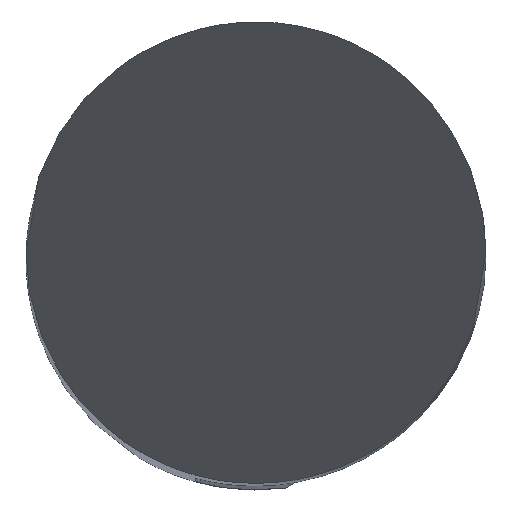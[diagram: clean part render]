
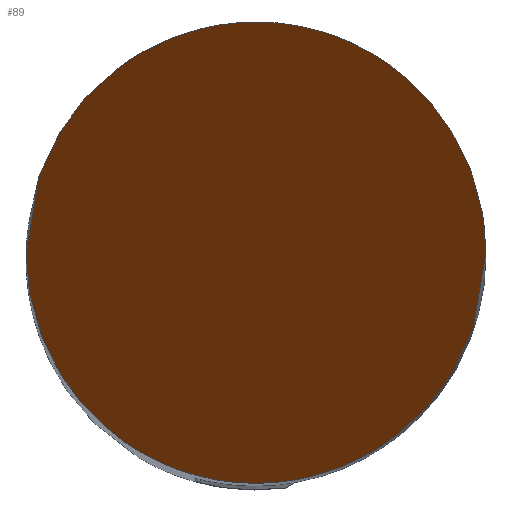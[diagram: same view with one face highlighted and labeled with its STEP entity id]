
A CAD part, top view. The second image highlights one B-rep face of the part: STEP entity #89.
In plain terms, the highlighted planar face has unit normal (0, -0.866, 0.5).
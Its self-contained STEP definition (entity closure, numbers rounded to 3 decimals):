
#89=ADVANCED_FACE('',(#130),#111,.T.);
#111=PLANE('',#572);
#130=FACE_OUTER_BOUND('',#159,.T.);
#159=EDGE_LOOP('',(#267,#268));
#267=ORIENTED_EDGE('',*,*,#411,.F.);
#268=ORIENTED_EDGE('',*,*,#431,.F.);
#360=VERTEX_POINT('',#880);
#361=VERTEX_POINT('',#881);
#411=EDGE_CURVE('',#360,#361,#510,.T.);
#431=EDGE_CURVE('',#361,#360,#513,.T.);
#510=(
BOUNDED_CURVE()
B_SPLINE_CURVE(3,(#876,#877,#878,#879),.UNSPECIFIED.,.F.,.F.)
B_SPLINE_CURVE_WITH_KNOTS((4,4),(0.,1.),.UNSPECIFIED.)
CURVE()
GEOMETRIC_REPRESENTATION_ITEM()
RATIONAL_B_SPLINE_CURVE((1.,0.333,0.333,1.))
REPRESENTATION_ITEM('')
);
#513=(
BOUNDED_CURVE()
B_SPLINE_CURVE(3,(#963,#964,#965,#966),.UNSPECIFIED.,.F.,.F.)
B_SPLINE_CURVE_WITH_KNOTS((4,4),(0.,1.),.UNSPECIFIED.)
CURVE()
GEOMETRIC_REPRESENTATION_ITEM()
RATIONAL_B_SPLINE_CURVE((1.,0.333,0.333,1.))
REPRESENTATION_ITEM('')
);
#572=AXIS2_PLACEMENT_3D('',#1011,#654,#655);
#654=DIRECTION('',(0.,-0.866,0.5));
#655=DIRECTION('',(0.,0.5,0.866));
#876=CARTESIAN_POINT('',(2.,0.,0.));
#877=CARTESIAN_POINT('',(2.,-4.,-6.928));
#878=CARTESIAN_POINT('',(-2.,-4.,-6.928));
#879=CARTESIAN_POINT('',(-2.,0.,0.));
#880=CARTESIAN_POINT('',(2.,0.,0.));
#881=CARTESIAN_POINT('',(-2.,0.,0.));
#963=CARTESIAN_POINT('',(-2.,0.,0.));
#964=CARTESIAN_POINT('',(-2.,4.,6.928));
#965=CARTESIAN_POINT('',(2.,4.,6.928));
#966=CARTESIAN_POINT('',(2.,0.,0.));
#1011=CARTESIAN_POINT('',(53.884,2.,3.464));
